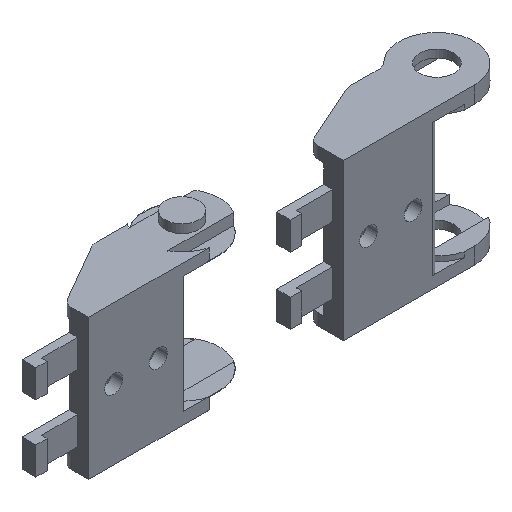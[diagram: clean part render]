
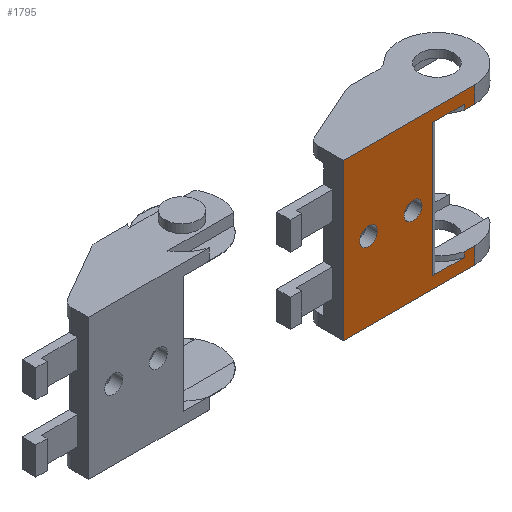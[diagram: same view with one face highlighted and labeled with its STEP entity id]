
A CAD part, isometric view. The second image highlights one B-rep face of the part: STEP entity #1795.
In plain terms, the highlighted planar face has unit normal (0, -1, 0).
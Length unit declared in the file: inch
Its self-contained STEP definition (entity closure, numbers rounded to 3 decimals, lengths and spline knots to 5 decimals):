
#25 = CARTESIAN_POINT ( 'NONE',  ( 0., -0.26575, -0.43307 ) ) ;
#90 = CARTESIAN_POINT ( 'NONE',  ( 0., -0.26575, 0. ) ) ;
#116 = VECTOR ( 'NONE', #2109, 39.37008 ) ;
#192 = LINE ( 'NONE', #209, #116 ) ;
#209 = CARTESIAN_POINT ( 'NONE',  ( 0., -0.26575, -0.55118 ) ) ;
#213 = FACE_BOUND ( 'NONE', #322, .T. ) ;
#229 = VECTOR ( 'NONE', #3469, 39.37008 ) ;
#270 = CARTESIAN_POINT ( 'NONE',  ( -0.07299, -0.26575, 0.4685 ) ) ;
#320 = VERTEX_POINT ( 'NONE', #1063 ) ;
#322 = EDGE_LOOP ( 'NONE', ( #3151 ) ) ;
#325 = CIRCLE ( 'NONE', #2246, 0.06299 ) ;
#341 = LINE ( 'NONE', #1609, #2309 ) ;
#347 = CARTESIAN_POINT ( 'NONE',  ( -0.07299, -0.26575, 0.43307 ) ) ;
#373 = EDGE_CURVE ( 'NONE', #3067, #2619, #1051, .T. ) ;
#414 = ORIENTED_EDGE ( 'NONE', *, *, #373, .T. ) ;
#427 = VERTEX_POINT ( 'NONE', #25 ) ;
#457 = CARTESIAN_POINT ( 'NONE',  ( 0., -0.26575, 0.55118 ) ) ;
#470 = CARTESIAN_POINT ( 'NONE',  ( -0.07299, -0.26575, 0. ) ) ;
#479 = DIRECTION ( 'NONE',  ( -1., 0., 0. ) ) ;
#491 = LINE ( 'NONE', #2054, #2828 ) ;
#504 = DIRECTION ( 'NONE',  ( 0., 1., 0. ) ) ;
#541 = ORIENTED_EDGE ( 'NONE', *, *, #2049, .T. ) ;
#601 = VERTEX_POINT ( 'NONE', #2440 ) ;
#633 = VECTOR ( 'NONE', #2637, 39.37008 ) ;
#709 = FACE_BOUND ( 'NONE', #732, .T. ) ;
#712 = VECTOR ( 'NONE', #2755, 39.37008 ) ;
#732 = EDGE_LOOP ( 'NONE', ( #1157 ) ) ;
#740 = EDGE_CURVE ( 'NONE', #3067, #2966, #1266, .T. ) ;
#749 = EDGE_CURVE ( 'NONE', #1826, #1441, #192, .T. ) ;
#753 = CARTESIAN_POINT ( 'NONE',  ( 0., -0.26575, -0.55118 ) ) ;
#759 = DIRECTION ( 'NONE',  ( 1., 0., 0. ) ) ;
#839 = CARTESIAN_POINT ( 'NONE',  ( -0.74803, -0.26575, 0. ) ) ;
#841 = VECTOR ( 'NONE', #1225, 39.37008 ) ;
#876 = CARTESIAN_POINT ( 'NONE',  ( 0., -0.26575, 0.55118 ) ) ;
#957 = LINE ( 'NONE', #3065, #841 ) ;
#962 = VECTOR ( 'NONE', #479, 39.37008 ) ;
#982 = EDGE_CURVE ( 'NONE', #2680, #3477, #2655, .T. ) ;
#1027 = ORIENTED_EDGE ( 'NONE', *, *, #3031, .T. ) ;
#1051 = LINE ( 'NONE', #3206, #962 ) ;
#1063 = CARTESIAN_POINT ( 'NONE',  ( -0.74803, -0.26575, 0.06299 ) ) ;
#1097 = EDGE_CURVE ( 'NONE', #2680, #3074, #2116, .T. ) ;
#1111 = EDGE_CURVE ( 'NONE', #601, #601, #2492, .T. ) ;
#1139 = VERTEX_POINT ( 'NONE', #2465 ) ;
#1157 = ORIENTED_EDGE ( 'NONE', *, *, #1500, .T. ) ;
#1221 = ORIENTED_EDGE ( 'NONE', *, *, #3152, .T. ) ;
#1225 = DIRECTION ( 'NONE',  ( 0., 0., 1. ) ) ;
#1234 = AXIS2_PLACEMENT_3D ( 'NONE', #1828, #3133, #1788 ) ;
#1266 = LINE ( 'NONE', #2387, #229 ) ;
#1390 = DIRECTION ( 'NONE',  ( -1., 0., 0. ) ) ;
#1414 = VECTOR ( 'NONE', #3115, 39.37008 ) ;
#1441 = VERTEX_POINT ( 'NONE', #753 ) ;
#1470 = ORIENTED_EDGE ( 'NONE', *, *, #740, .F. ) ;
#1500 = EDGE_CURVE ( 'NONE', #320, #320, #325, .T. ) ;
#1504 = EDGE_CURVE ( 'NONE', #2619, #1139, #3032, .T. ) ;
#1554 = PLANE ( 'NONE',  #1234 ) ;
#1600 = DIRECTION ( 'NONE',  ( 0., 0., 1. ) ) ;
#1609 = CARTESIAN_POINT ( 'NONE',  ( 0., -0.26575, -0.43307 ) ) ;
#1729 = ORIENTED_EDGE ( 'NONE', *, *, #3136, .T. ) ;
#1788 = DIRECTION ( 'NONE',  ( 0., 0., -1. ) ) ;
#1795 = ADVANCED_FACE ( 'NONE', ( #213, #709, #2876 ), #1554, .T. ) ;
#1810 = CARTESIAN_POINT ( 'NONE',  ( -0.07299, -0.26575, -0.43307 ) ) ;
#1826 = VERTEX_POINT ( 'NONE', #2405 ) ;
#1828 = CARTESIAN_POINT ( 'NONE',  ( 0., -0.26575, 0. ) ) ;
#1875 = AXIS2_PLACEMENT_3D ( 'NONE', #2936, #504, #1600 ) ;
#1877 = ORIENTED_EDGE ( 'NONE', *, *, #982, .T. ) ;
#1881 = CARTESIAN_POINT ( 'NONE',  ( 0., -0.26575, 0.43307 ) ) ;
#2038 = LINE ( 'NONE', #90, #1414 ) ;
#2049 = EDGE_CURVE ( 'NONE', #1139, #3074, #2601, .T. ) ;
#2054 = CARTESIAN_POINT ( 'NONE',  ( -0.9252, -0.26575, 0. ) ) ;
#2071 = VERTEX_POINT ( 'NONE', #2294 ) ;
#2106 = ORIENTED_EDGE ( 'NONE', *, *, #749, .T. ) ;
#2109 = DIRECTION ( 'NONE',  ( 1., 0., 0. ) ) ;
#2116 = LINE ( 'NONE', #470, #633 ) ;
#2130 = VECTOR ( 'NONE', #2854, 39.37008 ) ;
#2167 = DIRECTION ( 'NONE',  ( -1., 0., 0. ) ) ;
#2246 = AXIS2_PLACEMENT_3D ( 'NONE', #839, #2703, #3301 ) ;
#2263 = ORIENTED_EDGE ( 'NONE', *, *, #3364, .T. ) ;
#2294 = CARTESIAN_POINT ( 'NONE',  ( -0.9252, -0.26575, 0.55118 ) ) ;
#2309 = VECTOR ( 'NONE', #1390, 39.37008 ) ;
#2360 = VECTOR ( 'NONE', #2167, 39.37008 ) ;
#2373 = VECTOR ( 'NONE', #759, 39.37008 ) ;
#2387 = CARTESIAN_POINT ( 'NONE',  ( -0.07299, -0.26575, 0. ) ) ;
#2405 = CARTESIAN_POINT ( 'NONE',  ( -0.9252, -0.26575, -0.55118 ) ) ;
#2431 = LINE ( 'NONE', #876, #2360 ) ;
#2439 = EDGE_LOOP ( 'NONE', ( #541, #2521, #1877, #1221, #2969, #2263, #2106, #1729, #1027, #1470, #414, #2648 ) ) ;
#2440 = CARTESIAN_POINT ( 'NONE',  ( -0.43307, -0.26575, 0.06299 ) ) ;
#2461 = CARTESIAN_POINT ( 'NONE',  ( -0.29528, -0.26575, 0. ) ) ;
#2465 = CARTESIAN_POINT ( 'NONE',  ( -0.29528, -0.26575, 0.4685 ) ) ;
#2492 = CIRCLE ( 'NONE', #1875, 0.06299 ) ;
#2521 = ORIENTED_EDGE ( 'NONE', *, *, #1097, .F. ) ;
#2601 = LINE ( 'NONE', #3360, #2130 ) ;
#2619 = VERTEX_POINT ( 'NONE', #2672 ) ;
#2637 = DIRECTION ( 'NONE',  ( 0., 0., 1. ) ) ;
#2648 = ORIENTED_EDGE ( 'NONE', *, *, #1504, .T. ) ;
#2655 = LINE ( 'NONE', #2674, #2373 ) ;
#2672 = CARTESIAN_POINT ( 'NONE',  ( -0.29528, -0.26575, -0.4685 ) ) ;
#2674 = CARTESIAN_POINT ( 'NONE',  ( 0., -0.26575, 0.43307 ) ) ;
#2680 = VERTEX_POINT ( 'NONE', #347 ) ;
#2693 = EDGE_CURVE ( 'NONE', #3378, #2071, #2431, .T. ) ;
#2703 = DIRECTION ( 'NONE',  ( 0., 1., 0. ) ) ;
#2755 = DIRECTION ( 'NONE',  ( 0., 0., 1. ) ) ;
#2828 = VECTOR ( 'NONE', #3130, 39.37008 ) ;
#2854 = DIRECTION ( 'NONE',  ( 1., 0., 0. ) ) ;
#2876 = FACE_OUTER_BOUND ( 'NONE', #2439, .T. ) ;
#2936 = CARTESIAN_POINT ( 'NONE',  ( -0.43307, -0.26575, 0. ) ) ;
#2966 = VERTEX_POINT ( 'NONE', #1810 ) ;
#2969 = ORIENTED_EDGE ( 'NONE', *, *, #2693, .T. ) ;
#3028 = CARTESIAN_POINT ( 'NONE',  ( -0.07299, -0.26575, -0.4685 ) ) ;
#3031 = EDGE_CURVE ( 'NONE', #427, #2966, #341, .T. ) ;
#3032 = LINE ( 'NONE', #2461, #712 ) ;
#3065 = CARTESIAN_POINT ( 'NONE',  ( 0., -0.26575, 0. ) ) ;
#3067 = VERTEX_POINT ( 'NONE', #3028 ) ;
#3074 = VERTEX_POINT ( 'NONE', #270 ) ;
#3115 = DIRECTION ( 'NONE',  ( 0., 0., 1. ) ) ;
#3130 = DIRECTION ( 'NONE',  ( 0., 0., -1. ) ) ;
#3133 = DIRECTION ( 'NONE',  ( 0., -1., 0. ) ) ;
#3136 = EDGE_CURVE ( 'NONE', #1441, #427, #2038, .T. ) ;
#3151 = ORIENTED_EDGE ( 'NONE', *, *, #1111, .T. ) ;
#3152 = EDGE_CURVE ( 'NONE', #3477, #3378, #957, .T. ) ;
#3206 = CARTESIAN_POINT ( 'NONE',  ( 0., -0.26575, -0.4685 ) ) ;
#3301 = DIRECTION ( 'NONE',  ( 0., 0., 1. ) ) ;
#3360 = CARTESIAN_POINT ( 'NONE',  ( 0., -0.26575, 0.4685 ) ) ;
#3364 = EDGE_CURVE ( 'NONE', #2071, #1826, #491, .T. ) ;
#3378 = VERTEX_POINT ( 'NONE', #457 ) ;
#3469 = DIRECTION ( 'NONE',  ( 0., 0., 1. ) ) ;
#3477 = VERTEX_POINT ( 'NONE', #1881 ) ;
